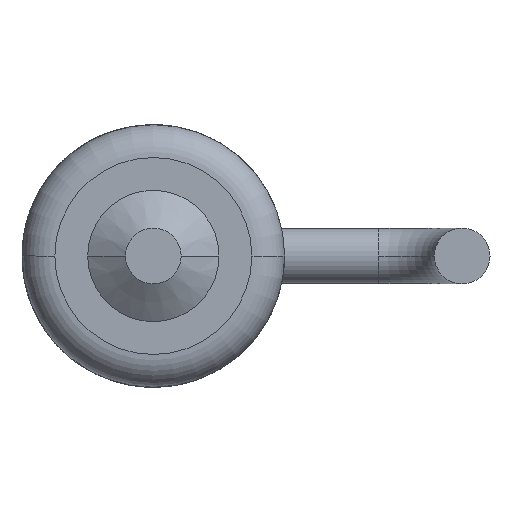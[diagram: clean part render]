
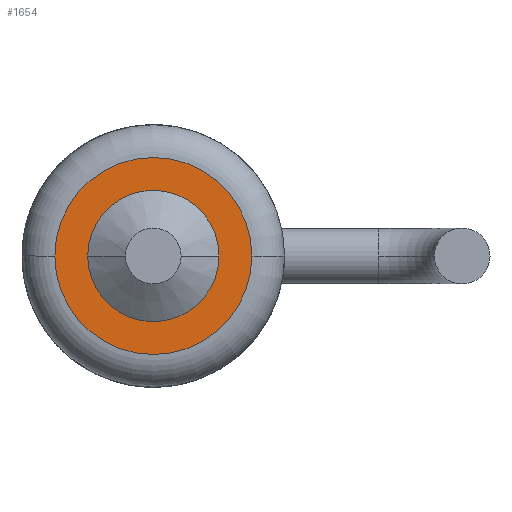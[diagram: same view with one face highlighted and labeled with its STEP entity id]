
A CAD part, front view. The second image highlights one B-rep face of the part: STEP entity #1654.
In plain terms, the highlighted planar face has unit normal (0, -1, 0).
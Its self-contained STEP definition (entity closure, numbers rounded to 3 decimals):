
#16 = DIRECTION ( 'NONE',  ( 1., 0., 0. ) ) ;
#243 = CARTESIAN_POINT ( 'NONE',  ( -0.81, 1.21, 0. ) ) ;
#252 = FACE_OUTER_BOUND ( 'NONE', #324, .T. ) ;
#324 = EDGE_LOOP ( 'NONE', ( #655, #3162 ) ) ;
#448 = DIRECTION ( 'NONE',  ( 1., 0., 0. ) ) ;
#614 = CARTESIAN_POINT ( 'NONE',  ( 0.54, 1.21, 0. ) ) ;
#655 = ORIENTED_EDGE ( 'NONE', *, *, #3957, .T. ) ;
#686 = CARTESIAN_POINT ( 'NONE',  ( -0.54, 1.21, 0. ) ) ;
#848 = EDGE_CURVE ( 'NONE', #2605, #2610, #2403, .T. ) ;
#901 = CARTESIAN_POINT ( 'NONE',  ( 0., 1.21, 0. ) ) ;
#942 = PLANE ( 'NONE',  #2454 ) ;
#972 = DIRECTION ( 'NONE',  ( 0., -1., 0. ) ) ;
#1067 = DIRECTION ( 'NONE',  ( 1., 0., 0. ) ) ;
#1106 = DIRECTION ( 'NONE',  ( 0., -1., 0. ) ) ;
#1284 = FACE_BOUND ( 'NONE', #4157, .T. ) ;
#1654 = ADVANCED_FACE ( 'NONE', ( #1284, #252 ), #942, .F. ) ;
#1659 = CIRCLE ( 'NONE', #2236, 0.81 ) ;
#1807 = EDGE_CURVE ( 'NONE', #2610, #2605, #3595, .T. ) ;
#2202 = DIRECTION ( 'NONE',  ( 0., -1., 0. ) ) ;
#2233 = DIRECTION ( 'NONE',  ( 1., 0., 0. ) ) ;
#2236 = AXIS2_PLACEMENT_3D ( 'NONE', #3985, #3327, #16 ) ;
#2275 = EDGE_CURVE ( 'NONE', #2471, #3425, #1659, .T. ) ;
#2326 = AXIS2_PLACEMENT_3D ( 'NONE', #901, #972, #2233 ) ;
#2364 = DIRECTION ( 'NONE',  ( 0., 1., 0. ) ) ;
#2403 = CIRCLE ( 'NONE', #2326, 0.54 ) ;
#2454 = AXIS2_PLACEMENT_3D ( 'NONE', #2711, #2364, #2984 ) ;
#2471 = VERTEX_POINT ( 'NONE', #243 ) ;
#2545 = CARTESIAN_POINT ( 'NONE',  ( 0., 1.21, 0. ) ) ;
#2605 = VERTEX_POINT ( 'NONE', #686 ) ;
#2610 = VERTEX_POINT ( 'NONE', #614 ) ;
#2711 = CARTESIAN_POINT ( 'NONE',  ( -0.81, 1.21, 0. ) ) ;
#2886 = ORIENTED_EDGE ( 'NONE', *, *, #1807, .F. ) ;
#2984 = DIRECTION ( 'NONE',  ( -1., 0., 0. ) ) ;
#3162 = ORIENTED_EDGE ( 'NONE', *, *, #2275, .T. ) ;
#3214 = ORIENTED_EDGE ( 'NONE', *, *, #848, .F. ) ;
#3231 = CARTESIAN_POINT ( 'NONE',  ( 0.81, 1.21, 0. ) ) ;
#3327 = DIRECTION ( 'NONE',  ( 0., -1., 0. ) ) ;
#3333 = AXIS2_PLACEMENT_3D ( 'NONE', #2545, #2202, #448 ) ;
#3425 = VERTEX_POINT ( 'NONE', #3231 ) ;
#3595 = CIRCLE ( 'NONE', #3333, 0.54 ) ;
#3841 = CIRCLE ( 'NONE', #3912, 0.81 ) ;
#3912 = AXIS2_PLACEMENT_3D ( 'NONE', #4102, #1106, #1067 ) ;
#3957 = EDGE_CURVE ( 'NONE', #3425, #2471, #3841, .T. ) ;
#3985 = CARTESIAN_POINT ( 'NONE',  ( 0., 1.21, 0. ) ) ;
#4102 = CARTESIAN_POINT ( 'NONE',  ( 0., 1.21, 0. ) ) ;
#4157 = EDGE_LOOP ( 'NONE', ( #2886, #3214 ) ) ;
